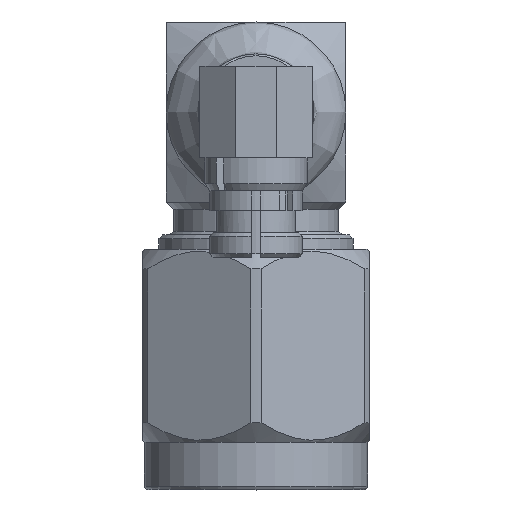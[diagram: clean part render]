
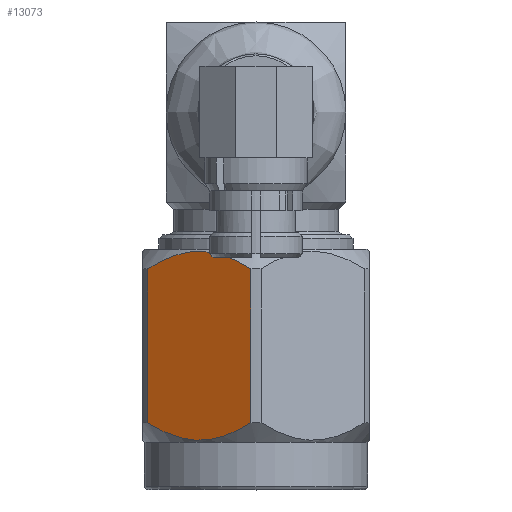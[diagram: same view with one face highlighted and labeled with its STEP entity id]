
A CAD part, top view. The second image highlights one B-rep face of the part: STEP entity #13073.
In plain terms, the highlighted face is planar.
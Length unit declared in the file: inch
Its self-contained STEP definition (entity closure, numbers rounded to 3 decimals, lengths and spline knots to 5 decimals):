
#552 = FACE_OUTER_BOUND ( 'NONE', #7128, .T. ) ;
#897 = CARTESIAN_POINT ( 'NONE',  ( 0.10141, -0.27449, -0.13931 ) ) ;
#1123 = CARTESIAN_POINT ( 'NONE',  ( 0.09501, -0.05357, -0.1504 ) ) ;
#1578 = DIRECTION ( 'NONE',  ( 0.866, 0., -0.5 ) ) ;
#1812 = ORIENTED_EDGE ( 'NONE', *, *, #6027, .T. ) ;
#1961 = AXIS2_PLACEMENT_3D ( 'NONE', #8792, #1578, #5680 ) ;
#2175 = CARTESIAN_POINT ( 'NONE',  ( 0.13994, -0.02924, -0.07258 ) ) ;
#2868 = CARTESIAN_POINT ( 'NONE',  ( 0.15096, -0.28873, -0.05349 ) ) ;
#2919 = CARTESIAN_POINT ( 'NONE',  ( 0.17775, 0.03937, -0.00708 ) ) ;
#3509 = CARTESIAN_POINT ( 'NONE',  ( 0.16475, -0.04042, -0.0296 ) ) ;
#3643 = CARTESIAN_POINT ( 'NONE',  ( 0.17135, -0.04648, -0.01817 ) ) ;
#3644 = B_SPLINE_CURVE_WITH_KNOTS ( 'NONE', 3,
 ( #1123, #7182, #7231, #8384, #4184, #8372, #6364, #2175, #10487, #12663, #6636, #3509, #3643, #10896 ),
 .UNSPECIFIED., .F., .F.,
 ( 4, 2, 2, 2, 2, 2, 4 ),
 ( 0., 0.0011, 0.00165, 0.0022, 0.00275, 0.00329, 0.00439 ),
 .UNSPECIFIED. ) ;
#3921 = CARTESIAN_POINT ( 'NONE',  ( 0.14007, -0.29172, -0.07235 ) ) ;
#3953 = VERTEX_POINT ( 'NONE', #9379 ) ;
#4155 = VERTEX_POINT ( 'NONE', #6747 ) ;
#4184 = CARTESIAN_POINT ( 'NONE',  ( 0.12181, -0.03224, -0.10399 ) ) ;
#4665 = B_SPLINE_CURVE_WITH_KNOTS ( 'NONE', 3,
 ( #12341, #9050, #9136, #10089, #2868, #9174, #3921, #8190, #12214, #12259, #7131, #10230, #897, #13285 ),
 .UNSPECIFIED., .F., .F.,
 ( 4, 2, 2, 2, 2, 2, 4 ),
 ( 0., 0.0011, 0.00165, 0.0022, 0.00275, 0.00329, 0.00439 ),
 .UNSPECIFIED. ) ;
#4769 = ORIENTED_EDGE ( 'NONE', *, *, #5860, .T. ) ;
#4904 = LINE ( 'NONE', #2919, #12100 ) ;
#4927 = LINE ( 'NONE', #9043, #8685 ) ;
#5069 = CARTESIAN_POINT ( 'NONE',  ( 0.09501, -0.2674, -0.1504 ) ) ;
#5564 = ORIENTED_EDGE ( 'NONE', *, *, #11445, .T. ) ;
#5680 = DIRECTION ( 'NONE',  ( -0.5, 0., -0.866 ) ) ;
#5860 = EDGE_CURVE ( 'NONE', #6981, #4155, #4927, .T. ) ;
#6027 = EDGE_CURVE ( 'NONE', #4155, #6735, #3644, .T. ) ;
#6364 = CARTESIAN_POINT ( 'NONE',  ( 0.13269, -0.02925, -0.08513 ) ) ;
#6636 = CARTESIAN_POINT ( 'NONE',  ( 0.15435, -0.0339, -0.04763 ) ) ;
#6735 = VERTEX_POINT ( 'NONE', #7174 ) ;
#6747 = CARTESIAN_POINT ( 'NONE',  ( 0.09501, -0.05357, -0.1504 ) ) ;
#6981 = VERTEX_POINT ( 'NONE', #5069 ) ;
#7128 = EDGE_LOOP ( 'NONE', ( #4769, #1812, #9295, #5564 ) ) ;
#7131 = CARTESIAN_POINT ( 'NONE',  ( 0.11842, -0.28707, -0.10985 ) ) ;
#7174 = CARTESIAN_POINT ( 'NONE',  ( 0.17775, -0.05357, -0.00708 ) ) ;
#7182 = CARTESIAN_POINT ( 'NONE',  ( 0.1014, -0.0465, -0.13934 ) ) ;
#7231 = CARTESIAN_POINT ( 'NONE',  ( 0.10797, -0.04047, -0.12796 ) ) ;
#8190 = CARTESIAN_POINT ( 'NONE',  ( 0.13282, -0.29174, -0.0849 ) ) ;
#8372 = CARTESIAN_POINT ( 'NONE',  ( 0.12904, -0.02987, -0.09146 ) ) ;
#8384 = CARTESIAN_POINT ( 'NONE',  ( 0.11829, -0.03398, -0.11008 ) ) ;
#8685 = VECTOR ( 'NONE', #8965, 39.37008 ) ;
#8792 = CARTESIAN_POINT ( 'NONE',  ( 0.09092, 0.20145, -0.15748 ) ) ;
#8965 = DIRECTION ( 'NONE',  ( 0., 1., 0. ) ) ;
#9043 = CARTESIAN_POINT ( 'NONE',  ( 0.09501, 0.03937, -0.1504 ) ) ;
#9050 = CARTESIAN_POINT ( 'NONE',  ( 0.17137, -0.27448, -0.01814 ) ) ;
#9136 = CARTESIAN_POINT ( 'NONE',  ( 0.1648, -0.28051, -0.02952 ) ) ;
#9174 = CARTESIAN_POINT ( 'NONE',  ( 0.14373, -0.29111, -0.06602 ) ) ;
#9295 = ORIENTED_EDGE ( 'NONE', *, *, #12739, .T. ) ;
#9379 = CARTESIAN_POINT ( 'NONE',  ( 0.17775, -0.2674, -0.00708 ) ) ;
#10089 = CARTESIAN_POINT ( 'NONE',  ( 0.15448, -0.287, -0.0474 ) ) ;
#10140 = DIRECTION ( 'NONE',  ( 0., -1., 0. ) ) ;
#10230 = CARTESIAN_POINT ( 'NONE',  ( 0.10801, -0.28056, -0.12788 ) ) ;
#10487 = CARTESIAN_POINT ( 'NONE',  ( 0.14355, -0.02983, -0.06632 ) ) ;
#10896 = CARTESIAN_POINT ( 'NONE',  ( 0.17775, -0.05357, -0.00708 ) ) ;
#11445 = EDGE_CURVE ( 'NONE', #3953, #6981, #4665, .T. ) ;
#12100 = VECTOR ( 'NONE', #10140, 39.37008 ) ;
#12214 = CARTESIAN_POINT ( 'NONE',  ( 0.12921, -0.29114, -0.09116 ) ) ;
#12259 = CARTESIAN_POINT ( 'NONE',  ( 0.122, -0.28881, -0.10364 ) ) ;
#12341 = CARTESIAN_POINT ( 'NONE',  ( 0.17775, -0.2674, -0.00708 ) ) ;
#12663 = CARTESIAN_POINT ( 'NONE',  ( 0.15076, -0.03216, -0.05384 ) ) ;
#12739 = EDGE_CURVE ( 'NONE', #6735, #3953, #4904, .T. ) ;
#12820 = PLANE ( 'NONE',  #1961 ) ;
#13073 = ADVANCED_FACE ( 'NONE', ( #552 ), #12820, .T. ) ;
#13285 = CARTESIAN_POINT ( 'NONE',  ( 0.09501, -0.2674, -0.1504 ) ) ;
